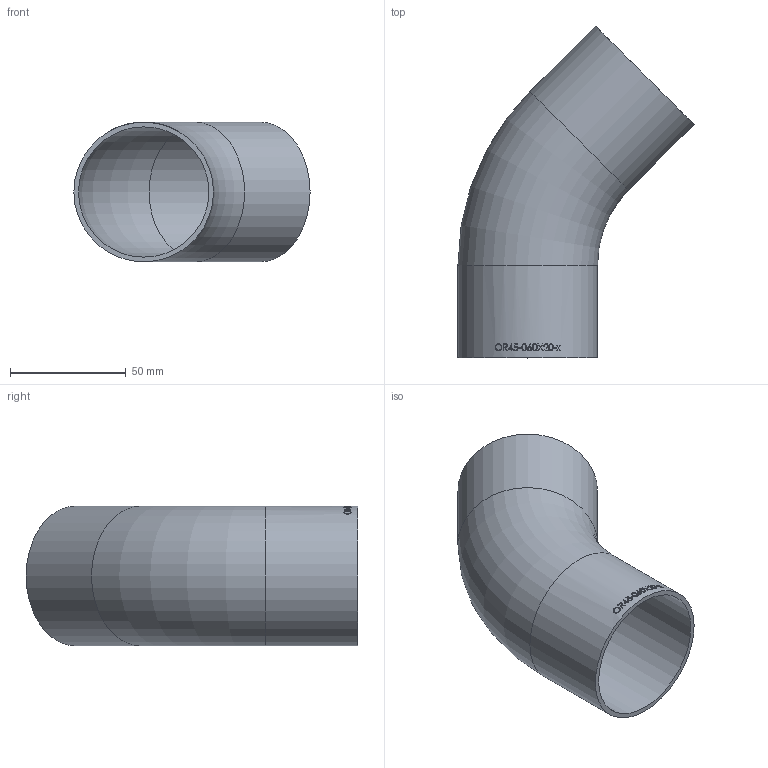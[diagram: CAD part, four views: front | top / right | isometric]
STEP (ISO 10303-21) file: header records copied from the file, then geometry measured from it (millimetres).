
FILE_DESCRIPTION (( 'STEP AP214' ), '1' );
FILE_NAME ('OR45-060X20-x Bogen orbital 45° ISO 2008.STEP', '2020-08-19T10:14:55', ( '' ), ( '' ), 'SwSTEP 2.0', 'SolidWorks 2019', '' );
FILE_SCHEMA (( 'AUTOMOTIVE_DESIGN' ));
Length unit declared in the file: millimetre
Products named in the file (1): OR45-060X20-x Bogen orbital 45° ISO 2008
Bounding box: 102.01 x 143.34 x 60.3 mm (x, y, z)
Volume: 51163.5 mm3; surface area: 51901.9 mm2
Topology: 1 solids, 1 shells, 28 faces, 153 edges, 146 vertices
Faces by surface type: cylinder 24, torus 2, plane 2
Full cylindrical faces by diameter (mm): 56.3 x2, 60.3 x2
Entity records: 3667 total; most frequent: CARTESIAN_POINT 2382, ORIENTED_EDGE 284, DIRECTION 146, EDGE_CURVE 142, VERTEX_POINT 142, B_SPLINE_CURVE_WITH_KNOTS 91, AXIS2_PLACEMENT_3D 66, EDGE_LOOP 56
